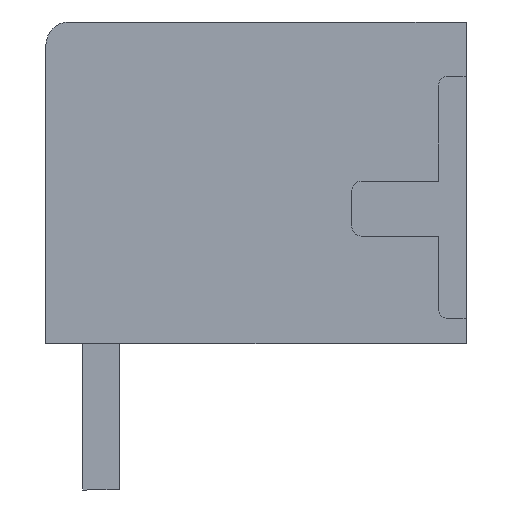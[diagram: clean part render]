
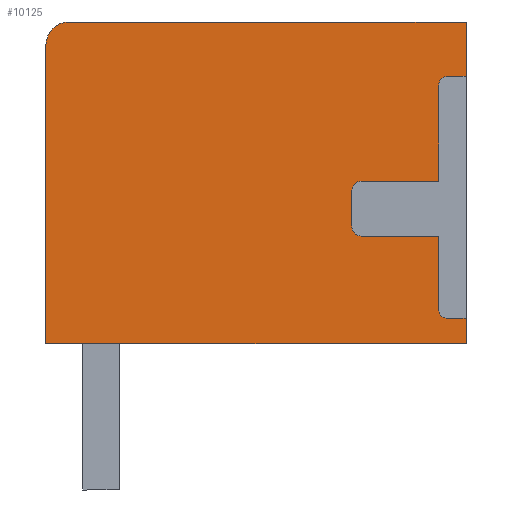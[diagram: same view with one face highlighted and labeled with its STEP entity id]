
A CAD part, left-side view. The second image highlights one B-rep face of the part: STEP entity #10125.
In plain terms, the highlighted planar face has unit normal (-1, 0, 0).
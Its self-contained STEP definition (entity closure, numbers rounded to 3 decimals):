
#9434=CARTESIAN_POINT('',(-19.45,0.705,7.05));
#9435=VERTEX_POINT('',#9434);
#9442=CARTESIAN_POINT('',(-19.45,-7.995,7.05));
#9443=VERTEX_POINT('',#9442);
#9444=CARTESIAN_POINT('',(-19.45,0.705,7.05));
#9445=DIRECTION('',(0.0,-1.0,0.0));
#9446=VECTOR('',#9445,8.7);
#9447=LINE('',#9444,#9446);
#9448=EDGE_CURVE('',#9435,#9443,#9447,.T.);
#9465=CARTESIAN_POINT('',(-19.45,1.205,6.55));
#9466=VERTEX_POINT('',#9465);
#9473=CARTESIAN_POINT('',(-19.45,0.705,6.55));
#9474=DIRECTION('',(1.0,0.0,0.0));
#9475=DIRECTION('',(0.0,1.0,0.0));
#9476=AXIS2_PLACEMENT_3D('',#9473,#9474,#9475);
#9477=CIRCLE('',#9476,0.5);
#9478=EDGE_CURVE('',#9466,#9435,#9477,.T.);
#9492=CARTESIAN_POINT('',(-19.45,-7.995,5.86));
#9493=VERTEX_POINT('',#9492);
#9494=CARTESIAN_POINT('',(-19.45,-7.995,7.05));
#9495=DIRECTION('',(0.0,0.0,-1.0));
#9496=VECTOR('',#9495,1.19);
#9497=LINE('',#9494,#9496);
#9498=EDGE_CURVE('',#9443,#9493,#9497,.T.);
#9516=CARTESIAN_POINT('',(-19.45,-7.995,0.56));
#9517=VERTEX_POINT('',#9516);
#9524=CARTESIAN_POINT('',(-19.45,-7.995,0.));
#9525=VERTEX_POINT('',#9524);
#9526=CARTESIAN_POINT('',(-19.45,-7.995,0.56));
#9527=DIRECTION('',(0.0,0.0,-1.0));
#9528=VECTOR('',#9527,0.56);
#9529=LINE('',#9526,#9528);
#9530=EDGE_CURVE('',#9517,#9525,#9529,.T.);
#9754=CARTESIAN_POINT('',(-19.45,-7.595,0.56));
#9755=VERTEX_POINT('',#9754);
#9756=CARTESIAN_POINT('',(-19.45,-7.995,0.56));
#9757=DIRECTION('',(0.0,1.0,0.0));
#9758=VECTOR('',#9757,0.4);
#9759=LINE('',#9756,#9758);
#9760=EDGE_CURVE('',#9517,#9755,#9759,.T.);
#9785=CARTESIAN_POINT('',(-19.45,-7.395,0.76));
#9786=VERTEX_POINT('',#9785);
#9787=CARTESIAN_POINT('',(-19.45,-7.595,0.76));
#9788=DIRECTION('',(1.0,0.0,0.0));
#9789=DIRECTION('',(0.0,1.0,0.0));
#9790=AXIS2_PLACEMENT_3D('',#9787,#9788,#9789);
#9791=CIRCLE('',#9790,0.2);
#9792=EDGE_CURVE('',#9755,#9786,#9791,.T.);
#9818=CARTESIAN_POINT('',(-19.45,-7.395,2.36));
#9819=VERTEX_POINT('',#9818);
#9820=CARTESIAN_POINT('',(-19.45,-7.395,0.76));
#9821=DIRECTION('',(0.0,0.0,1.0));
#9822=VECTOR('',#9821,1.6);
#9823=LINE('',#9820,#9822);
#9824=EDGE_CURVE('',#9786,#9819,#9823,.T.);
#9849=CARTESIAN_POINT('',(-19.45,-5.695,2.36));
#9850=VERTEX_POINT('',#9849);
#9851=CARTESIAN_POINT('',(-19.45,-7.395,2.36));
#9852=DIRECTION('',(0.0,1.0,0.0));
#9853=VECTOR('',#9852,1.7);
#9854=LINE('',#9851,#9853);
#9855=EDGE_CURVE('',#9819,#9850,#9854,.T.);
#9880=CARTESIAN_POINT('',(-19.45,-5.495,2.56));
#9881=VERTEX_POINT('',#9880);
#9882=CARTESIAN_POINT('',(-19.45,-5.695,2.56));
#9883=DIRECTION('',(1.0,0.0,0.0));
#9884=DIRECTION('',(0.0,1.0,0.0));
#9885=AXIS2_PLACEMENT_3D('',#9882,#9883,#9884);
#9886=CIRCLE('',#9885,0.2);
#9887=EDGE_CURVE('',#9850,#9881,#9886,.T.);
#9913=CARTESIAN_POINT('',(-19.45,-5.495,3.36));
#9914=VERTEX_POINT('',#9913);
#9915=CARTESIAN_POINT('',(-19.45,-5.495,2.56));
#9916=DIRECTION('',(0.0,0.0,1.0));
#9917=VECTOR('',#9916,0.8);
#9918=LINE('',#9915,#9917);
#9919=EDGE_CURVE('',#9881,#9914,#9918,.T.);
#9944=CARTESIAN_POINT('',(-19.45,-5.695,3.56));
#9945=VERTEX_POINT('',#9944);
#9946=CARTESIAN_POINT('',(-19.45,-5.695,3.36));
#9947=DIRECTION('',(1.0,0.0,0.0));
#9948=DIRECTION('',(0.0,0.0,1.0));
#9949=AXIS2_PLACEMENT_3D('',#9946,#9947,#9948);
#9950=CIRCLE('',#9949,0.2);
#9951=EDGE_CURVE('',#9914,#9945,#9950,.T.);
#9977=CARTESIAN_POINT('',(-19.45,-7.395,3.56));
#9978=VERTEX_POINT('',#9977);
#9979=CARTESIAN_POINT('',(-19.45,-5.695,3.56));
#9980=DIRECTION('',(0.0,-1.0,0.0));
#9981=VECTOR('',#9980,1.7);
#9982=LINE('',#9979,#9981);
#9983=EDGE_CURVE('',#9945,#9978,#9982,.T.);
#10008=CARTESIAN_POINT('',(-19.45,-7.395,5.66));
#10009=VERTEX_POINT('',#10008);
#10010=CARTESIAN_POINT('',(-19.45,-7.395,3.56));
#10011=DIRECTION('',(0.0,0.0,1.0));
#10012=VECTOR('',#10011,2.1);
#10013=LINE('',#10010,#10012);
#10014=EDGE_CURVE('',#9978,#10009,#10013,.T.);
#10039=CARTESIAN_POINT('',(-19.45,-7.595,5.86));
#10040=VERTEX_POINT('',#10039);
#10041=CARTESIAN_POINT('',(-19.45,-7.595,5.66));
#10042=DIRECTION('',(1.0,0.0,0.0));
#10043=DIRECTION('',(0.0,0.0,1.0));
#10044=AXIS2_PLACEMENT_3D('',#10041,#10042,#10043);
#10045=CIRCLE('',#10044,0.2);
#10046=EDGE_CURVE('',#10009,#10040,#10045,.T.);
#10072=CARTESIAN_POINT('',(-19.45,-7.595,5.86));
#10073=DIRECTION('',(0.0,-1.0,0.0));
#10074=VECTOR('',#10073,0.4);
#10075=LINE('',#10072,#10074);
#10076=EDGE_CURVE('',#10040,#9493,#10075,.T.);
#10089=CARTESIAN_POINT('',(-19.45,-8.455,-0.352));
#10090=DIRECTION('',(1.0,0.0,0.0));
#10091=DIRECTION('',(0.0,1.0,0.0));
#10092=AXIS2_PLACEMENT_3D('',#10089,#10090,#10091);
#10093=PLANE('',#10092);
#10094=ORIENTED_EDGE('',*,*,#9530,.F.);
#10095=ORIENTED_EDGE('',*,*,#9760,.T.);
#10096=ORIENTED_EDGE('',*,*,#9792,.T.);
#10097=ORIENTED_EDGE('',*,*,#9824,.T.);
#10098=ORIENTED_EDGE('',*,*,#9855,.T.);
#10099=ORIENTED_EDGE('',*,*,#9887,.T.);
#10100=ORIENTED_EDGE('',*,*,#9919,.T.);
#10101=ORIENTED_EDGE('',*,*,#9951,.T.);
#10102=ORIENTED_EDGE('',*,*,#9983,.T.);
#10103=ORIENTED_EDGE('',*,*,#10014,.T.);
#10104=ORIENTED_EDGE('',*,*,#10046,.T.);
#10105=ORIENTED_EDGE('',*,*,#10076,.T.);
#10106=ORIENTED_EDGE('',*,*,#9498,.F.);
#10107=ORIENTED_EDGE('',*,*,#9448,.F.);
#10108=ORIENTED_EDGE('',*,*,#9478,.F.);
#10109=CARTESIAN_POINT('',(-19.45,1.205,0.0));
#10110=VERTEX_POINT('',#10109);
#10111=CARTESIAN_POINT('',(-19.45,1.205,0.0));
#10112=DIRECTION('',(0.0,0.0,1.0));
#10113=VECTOR('',#10112,6.55);
#10114=LINE('',#10111,#10113);
#10115=EDGE_CURVE('',#10110,#9466,#10114,.T.);
#10116=ORIENTED_EDGE('',*,*,#10115,.F.);
#10117=CARTESIAN_POINT('',(-19.45,-7.995,0.));
#10118=DIRECTION('',(0.0,1.0,0.0));
#10119=VECTOR('',#10118,9.2);
#10120=LINE('',#10117,#10119);
#10121=EDGE_CURVE('',#9525,#10110,#10120,.T.);
#10122=ORIENTED_EDGE('',*,*,#10121,.F.);
#10123=EDGE_LOOP('',(#10094,#10095,#10096,#10097,#10098,#10099,#10100,#10101,#10102,#10103,#10104,#10105,#10106,#10107,#10108,#10116,#10122));
#10124=FACE_OUTER_BOUND('',#10123,.T.);
#10125=ADVANCED_FACE('',(#10124),#10093,.F.);
